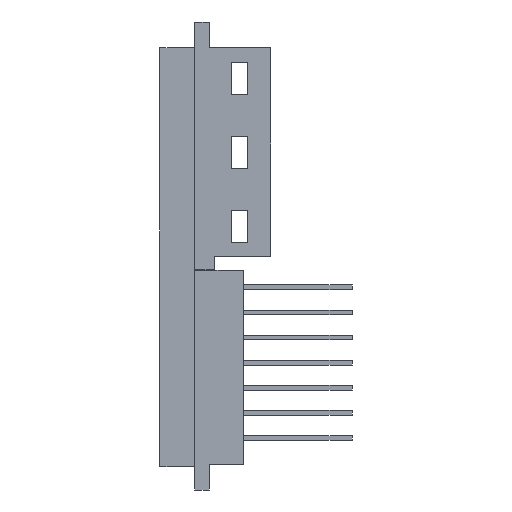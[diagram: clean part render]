
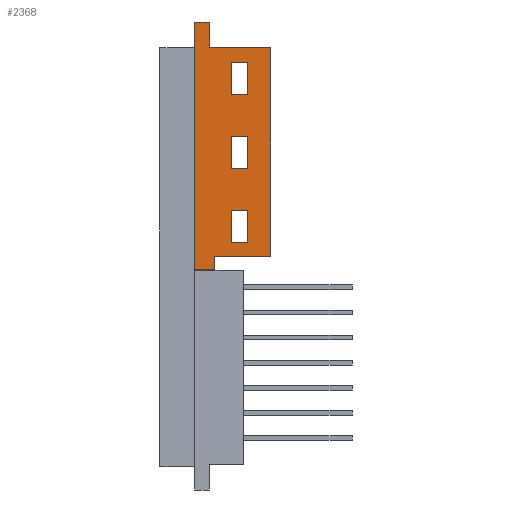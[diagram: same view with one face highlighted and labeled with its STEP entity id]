
A CAD part, left-side view. The second image highlights one B-rep face of the part: STEP entity #2368.
In plain terms, the highlighted planar face has unit normal (-1, 0, 0).
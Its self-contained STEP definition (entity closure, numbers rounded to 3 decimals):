
#1979=FACE_BOUND('',#3540,.T.);
#1980=FACE_BOUND('',#3541,.T.);
#1981=FACE_BOUND('',#3542,.T.);
#1982=FACE_BOUND('',#3543,.T.);
#2368=ADVANCED_FACE('',(#1979,#1980,#1981,#1982),#2734,.T.);
#2734=PLANE('',#9404);
#3540=EDGE_LOOP('',(#5351,#5352,#5353,#5354));
#3541=EDGE_LOOP('',(#5355,#5356,#5357,#5358));
#3542=EDGE_LOOP('',(#5359,#5360,#5361,#5362));
#3543=EDGE_LOOP('',(#5363,#5364,#5365,#5366,#5367,#5368,#5369,#5370));
#5351=ORIENTED_EDGE('',*,*,#6891,.T.);
#5352=ORIENTED_EDGE('',*,*,#6883,.T.);
#5353=ORIENTED_EDGE('',*,*,#6886,.T.);
#5354=ORIENTED_EDGE('',*,*,#6889,.T.);
#5355=ORIENTED_EDGE('',*,*,#6879,.T.);
#5356=ORIENTED_EDGE('',*,*,#6871,.T.);
#5357=ORIENTED_EDGE('',*,*,#6874,.T.);
#5358=ORIENTED_EDGE('',*,*,#6877,.T.);
#5359=ORIENTED_EDGE('',*,*,#6867,.T.);
#5360=ORIENTED_EDGE('',*,*,#6859,.T.);
#5361=ORIENTED_EDGE('',*,*,#6862,.T.);
#5362=ORIENTED_EDGE('',*,*,#6865,.T.);
#5363=ORIENTED_EDGE('',*,*,#7103,.T.);
#5364=ORIENTED_EDGE('',*,*,#7082,.T.);
#5365=ORIENTED_EDGE('',*,*,#7085,.T.);
#5366=ORIENTED_EDGE('',*,*,#7087,.T.);
#5367=ORIENTED_EDGE('',*,*,#7090,.T.);
#5368=ORIENTED_EDGE('',*,*,#7094,.T.);
#5369=ORIENTED_EDGE('',*,*,#7097,.F.);
#5370=ORIENTED_EDGE('',*,*,#7105,.T.);
#5983=VERTEX_POINT('',#12573);
#5985=VERTEX_POINT('',#12577);
#5987=VERTEX_POINT('',#12583);
#5989=VERTEX_POINT('',#12589);
#5991=VERTEX_POINT('',#12597);
#5993=VERTEX_POINT('',#12601);
#5995=VERTEX_POINT('',#12607);
#5997=VERTEX_POINT('',#12613);
#5999=VERTEX_POINT('',#12621);
#6001=VERTEX_POINT('',#12625);
#6003=VERTEX_POINT('',#12631);
#6005=VERTEX_POINT('',#12637);
#6135=VERTEX_POINT('',#13030);
#6136=VERTEX_POINT('',#13032);
#6137=VERTEX_POINT('',#13036);
#6139=VERTEX_POINT('',#13041);
#6140=VERTEX_POINT('',#13046);
#6143=VERTEX_POINT('',#13054);
#6145=VERTEX_POINT('',#13060);
#6149=VERTEX_POINT('',#13073);
#6859=EDGE_CURVE('',#5983,#5985,#7821,.T.);
#6862=EDGE_CURVE('',#5985,#5987,#7824,.T.);
#6865=EDGE_CURVE('',#5987,#5989,#7827,.T.);
#6867=EDGE_CURVE('',#5989,#5983,#7829,.T.);
#6871=EDGE_CURVE('',#5991,#5993,#7833,.T.);
#6874=EDGE_CURVE('',#5993,#5995,#7836,.T.);
#6877=EDGE_CURVE('',#5995,#5997,#7839,.T.);
#6879=EDGE_CURVE('',#5997,#5991,#7841,.T.);
#6883=EDGE_CURVE('',#5999,#6001,#7845,.T.);
#6886=EDGE_CURVE('',#6001,#6003,#7848,.T.);
#6889=EDGE_CURVE('',#6003,#6005,#7851,.T.);
#6891=EDGE_CURVE('',#6005,#5999,#7853,.T.);
#7082=EDGE_CURVE('',#6136,#6135,#8044,.T.);
#7085=EDGE_CURVE('',#6135,#6137,#8047,.T.);
#7087=EDGE_CURVE('',#6137,#6139,#8049,.T.);
#7090=EDGE_CURVE('',#6139,#6140,#8052,.T.);
#7094=EDGE_CURVE('',#6140,#6143,#8056,.T.);
#7097=EDGE_CURVE('',#6145,#6143,#8059,.T.);
#7103=EDGE_CURVE('',#6149,#6136,#8065,.T.);
#7105=EDGE_CURVE('',#6145,#6149,#8067,.T.);
#7821=LINE('',#12578,#8783);
#7824=LINE('',#12584,#8786);
#7827=LINE('',#12590,#8789);
#7829=LINE('',#12593,#8791);
#7833=LINE('',#12602,#8795);
#7836=LINE('',#12608,#8798);
#7839=LINE('',#12614,#8801);
#7841=LINE('',#12617,#8803);
#7845=LINE('',#12626,#8807);
#7848=LINE('',#12632,#8810);
#7851=LINE('',#12638,#8813);
#7853=LINE('',#12641,#8815);
#8044=LINE('',#13031,#9006);
#8047=LINE('',#13037,#9009);
#8049=LINE('',#13042,#9011);
#8052=LINE('',#13048,#9014);
#8056=LINE('',#13055,#9018);
#8059=LINE('',#13061,#9021);
#8065=LINE('',#13072,#9027);
#8067=LINE('',#13076,#9029);
#8783=VECTOR('',#10666,1.);
#8786=VECTOR('',#10671,1.);
#8789=VECTOR('',#10676,1.);
#8791=VECTOR('',#10680,1.);
#8795=VECTOR('',#10686,1.);
#8798=VECTOR('',#10691,1.);
#8801=VECTOR('',#10696,1.);
#8803=VECTOR('',#10700,1.);
#8807=VECTOR('',#10706,1.);
#8810=VECTOR('',#10711,1.);
#8813=VECTOR('',#10716,1.);
#8815=VECTOR('',#10720,1.);
#9006=VECTOR('',#11049,1.);
#9009=VECTOR('',#11054,1.);
#9011=VECTOR('',#11058,1.);
#9014=VECTOR('',#11063,1.);
#9018=VECTOR('',#11069,1.);
#9021=VECTOR('',#11074,1.);
#9027=VECTOR('',#11084,1.);
#9029=VECTOR('',#11088,1.);
#9404=AXIS2_PLACEMENT_3D('',#13077,#11089,#11090);
#10666=DIRECTION('',(0.,1.,0.));
#10671=DIRECTION('',(0.,0.,1.));
#10676=DIRECTION('',(0.,-1.,0.));
#10680=DIRECTION('',(0.,0.,-1.));
#10686=DIRECTION('',(0.,1.,0.));
#10691=DIRECTION('',(0.,0.,1.));
#10696=DIRECTION('',(0.,-1.,0.));
#10700=DIRECTION('',(0.,0.,-1.));
#10706=DIRECTION('',(0.,1.,0.));
#10711=DIRECTION('',(0.,0.,1.));
#10716=DIRECTION('',(0.,-1.,0.));
#10720=DIRECTION('',(0.,0.,-1.));
#11049=DIRECTION('',(0.,-1.,0.));
#11054=DIRECTION('',(0.,0.,1.));
#11058=DIRECTION('',(0.,1.,0.));
#11063=DIRECTION('',(0.,0.,1.));
#11069=DIRECTION('',(0.,1.,0.));
#11074=DIRECTION('',(0.,0.,1.));
#11084=DIRECTION('',(0.,0.,1.));
#11088=DIRECTION('',(0.,-1.,0.));
#11089=DIRECTION('',(-1.,0.,0.));
#11090=DIRECTION('',(0.,-1.,0.));
#12573=CARTESIAN_POINT('',(-1.155,-17.83,45.355));
#12577=CARTESIAN_POINT('',(-1.155,-14.55,45.355));
#12578=CARTESIAN_POINT('',(-1.155,-17.83,45.355));
#12583=CARTESIAN_POINT('',(-1.155,-14.55,51.905));
#12584=CARTESIAN_POINT('',(-1.155,-14.55,45.355));
#12589=CARTESIAN_POINT('',(-1.155,-17.83,51.905));
#12590=CARTESIAN_POINT('',(-1.155,-14.55,51.905));
#12593=CARTESIAN_POINT('',(-1.155,-17.83,51.905));
#12597=CARTESIAN_POINT('',(-1.155,-17.83,60.355));
#12601=CARTESIAN_POINT('',(-1.155,-14.55,60.355));
#12602=CARTESIAN_POINT('',(-1.155,-17.83,60.355));
#12607=CARTESIAN_POINT('',(-1.155,-14.55,66.905));
#12608=CARTESIAN_POINT('',(-1.155,-14.55,60.355));
#12613=CARTESIAN_POINT('',(-1.155,-17.83,66.905));
#12614=CARTESIAN_POINT('',(-1.155,-14.55,66.905));
#12617=CARTESIAN_POINT('',(-1.155,-17.83,66.905));
#12621=CARTESIAN_POINT('',(-1.155,-17.83,75.355));
#12625=CARTESIAN_POINT('',(-1.155,-14.55,75.355));
#12626=CARTESIAN_POINT('',(-1.155,-17.83,75.355));
#12631=CARTESIAN_POINT('',(-1.155,-14.55,81.905));
#12632=CARTESIAN_POINT('',(-1.155,-14.55,75.355));
#12637=CARTESIAN_POINT('',(-1.155,-17.83,81.905));
#12638=CARTESIAN_POINT('',(-1.155,-14.55,81.905));
#12641=CARTESIAN_POINT('',(-1.155,-17.83,81.905));
#13030=CARTESIAN_POINT('',(-1.155,-22.43,42.53));
#13031=CARTESIAN_POINT('',(-1.155,-11.03,42.53));
#13032=CARTESIAN_POINT('',(-1.155,-11.03,42.53));
#13036=CARTESIAN_POINT('',(-1.155,-22.43,84.83));
#13037=CARTESIAN_POINT('',(-1.155,-22.43,42.53));
#13041=CARTESIAN_POINT('',(-1.155,-10.03,84.83));
#13042=CARTESIAN_POINT('',(-1.155,-22.43,84.83));
#13046=CARTESIAN_POINT('',(-1.155,-10.03,90.01));
#13048=CARTESIAN_POINT('',(-1.155,-10.03,84.83));
#13054=CARTESIAN_POINT('',(-1.155,-7.03,90.01));
#13055=CARTESIAN_POINT('',(-1.155,-10.03,90.01));
#13060=CARTESIAN_POINT('',(-1.155,-7.03,39.81));
#13061=CARTESIAN_POINT('',(-1.155,-7.03,39.81));
#13072=CARTESIAN_POINT('',(-1.155,-11.03,39.81));
#13073=CARTESIAN_POINT('',(-1.155,-11.03,39.81));
#13076=CARTESIAN_POINT('',(-1.155,-7.03,39.81));
#13077=CARTESIAN_POINT('',(-1.155,-6.73,35.809));
